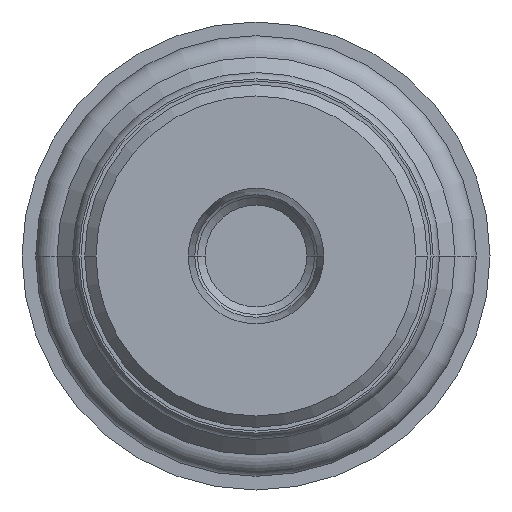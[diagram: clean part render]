
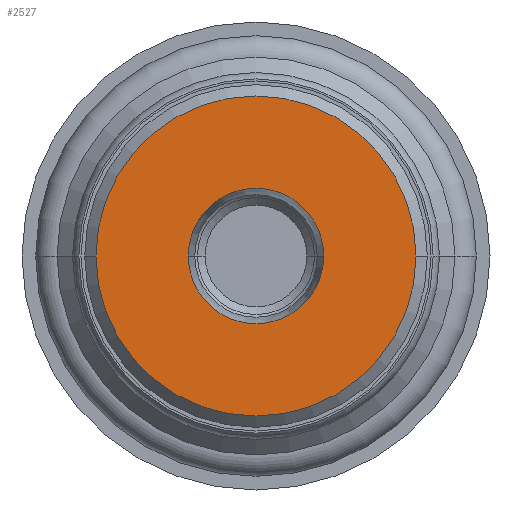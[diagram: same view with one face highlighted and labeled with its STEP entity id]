
A CAD part, left-side view. The second image highlights one B-rep face of the part: STEP entity #2527.
In plain terms, the highlighted planar face has unit normal (-1, 0, 0).
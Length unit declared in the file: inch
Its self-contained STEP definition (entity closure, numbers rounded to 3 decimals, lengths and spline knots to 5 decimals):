
#307=CARTESIAN_POINT('',(-2.118,0.,0.));
#308=DIRECTION('',(-1.,0.,0.));
#309=DIRECTION('',(0.,-1.,0.));
#310=AXIS2_PLACEMENT_3D('',#307,#308,#309);
#323=CARTESIAN_POINT('',(-2.118,0.,0.));
#324=DIRECTION('',(-1.,0.,0.));
#325=DIRECTION('',(0.,1.,0.));
#326=AXIS2_PLACEMENT_3D('',#323,#324,#325);
#331=CARTESIAN_POINT('',(-2.118,0.,0.));
#332=DIRECTION('',(-1.,0.,0.));
#333=DIRECTION('',(0.,-1.,0.));
#334=AXIS2_PLACEMENT_3D('',#331,#332,#333);
#339=CARTESIAN_POINT('',(-2.118,0.,0.));
#340=DIRECTION('',(1.,0.,0.));
#341=DIRECTION('',(0.,-1.,0.));
#342=AXIS2_PLACEMENT_3D('',#339,#340,#341);
#1984=CARTESIAN_POINT('',(-2.118,-0.4275,0.));
#1985=CARTESIAN_POINT('',(-2.118,0.4275,0.));
#1986=VERTEX_POINT('',#1984);
#1987=VERTEX_POINT('',#1985);
#2012=CARTESIAN_POINT('',(-2.118,0.181,0.));
#2013=CARTESIAN_POINT('',(-2.118,-0.181,0.));
#2014=VERTEX_POINT('',#2012);
#2015=VERTEX_POINT('',#2013);
#2511=CARTESIAN_POINT('',(-2.118,0.,0.));
#2512=DIRECTION('',(1.,0.,0.));
#2513=DIRECTION('',(0.,0.,-1.));
#2514=AXIS2_PLACEMENT_3D('',#2511,#2512,#2513);
#2515=PLANE('',#2514);
#2517=ORIENTED_EDGE('',*,*,#2516,.T.);
#2518=ORIENTED_EDGE('',*,*,#2501,.F.);
#2519=EDGE_LOOP('',(#2517,#2518));
#2520=FACE_OUTER_BOUND('',#2519,.F.);
#2522=ORIENTED_EDGE('',*,*,#2521,.T.);
#2524=ORIENTED_EDGE('',*,*,#2523,.T.);
#2525=EDGE_LOOP('',(#2522,#2524));
#2526=FACE_BOUND('',#2525,.F.);
#311=CIRCLE('',#310,0.4275);
#327=CIRCLE('',#326,0.181);
#335=CIRCLE('',#334,0.181);
#343=CIRCLE('',#342,0.4275);
#2501=EDGE_CURVE('',#1986,#1987,#311,.T.);
#2516=EDGE_CURVE('',#1986,#1987,#343,.T.);
#2521=EDGE_CURVE('',#2014,#2015,#327,.T.);
#2523=EDGE_CURVE('',#2015,#2014,#335,.T.);
#2527=ADVANCED_FACE('',(#2520,#2526),#2515,.F.);
